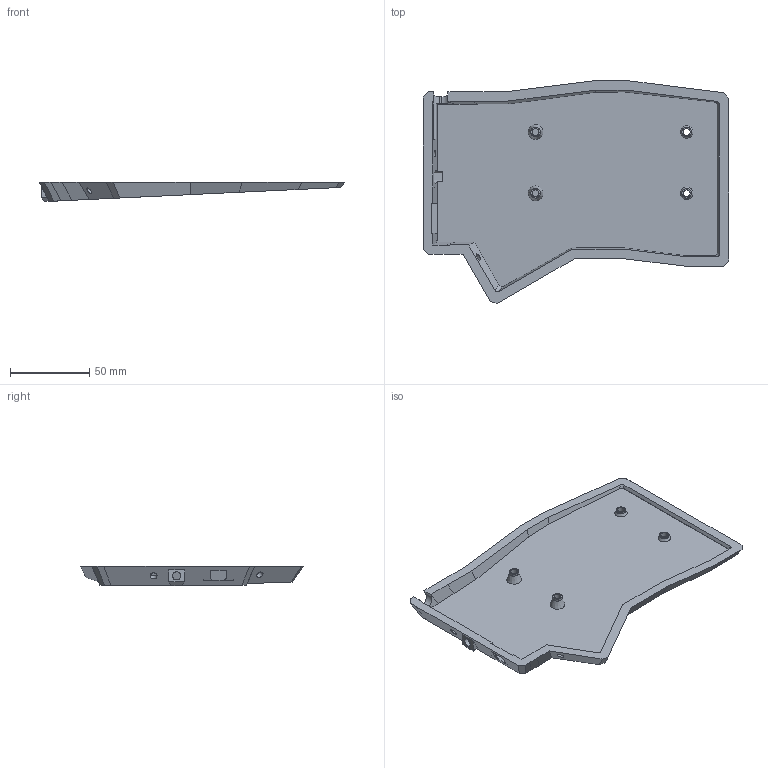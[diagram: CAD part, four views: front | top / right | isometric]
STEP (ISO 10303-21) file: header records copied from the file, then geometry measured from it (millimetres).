
FILE_DESCRIPTION(/* description */ (''),/* implementation_level */ '2;1');
FILE_NAME(/* name */ 'Bottom.step',/* time_stamp */ '2024-11-11T10:57:44+01:00',/* author */ (''),/* organization */ (''),/* preprocessor_version */ 'ST-DEVELOPER v20',/* originating_system */ 'Autodesk Translation Framework v13.20.0.188',/* authorisation */ '');
FILE_SCHEMA (('AUTOMOTIVE_DESIGN { 1 0 10303 214 3 1 1 }'));
Length unit declared in the file: millimetre
Products named in the file (1): Bottom
Bounding box: 192.98 x 140.82 x 12.15 mm (x, y, z)
Volume: 60611.8 mm3; surface area: 50076.4 mm2
Topology: 1 solids, 1 shells, 107 faces, 301 edges, 202 vertices
Faces by surface type: plane 74, bspline 18, cylinder 15
Full cylindrical faces by diameter (mm): 4.4 x6, 5.2 x1, 6 x4
Entity records: 5325 total; most frequent: CARTESIAN_POINT 2651, ORIENTED_EDGE 602, DIRECTION 445, EDGE_CURVE 301, LINE 203, VECTOR 203, VERTEX_POINT 202, EDGE_LOOP 125
